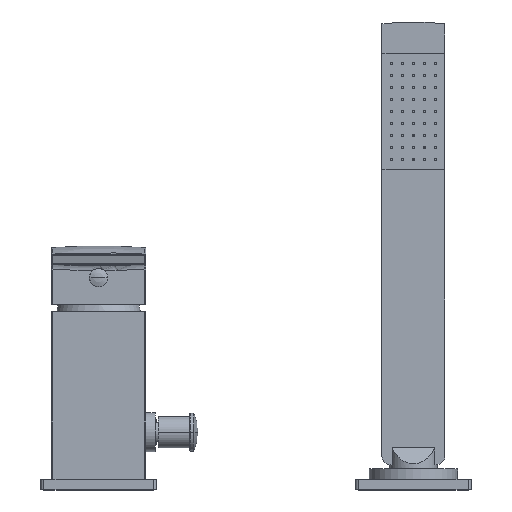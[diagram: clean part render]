
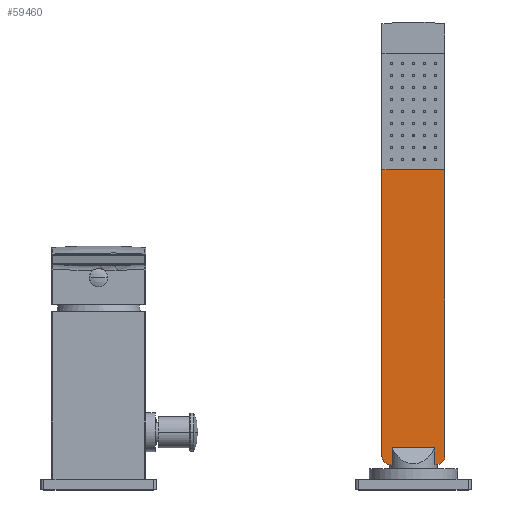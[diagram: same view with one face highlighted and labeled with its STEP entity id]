
A CAD part, top view. The second image highlights one B-rep face of the part: STEP entity #59460.
In plain terms, the highlighted planar face has unit normal (0, 0, 1).
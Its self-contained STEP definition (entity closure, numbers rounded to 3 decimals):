
#52931=DIRECTION('',(0.,-1.,0.));
#52932=VECTOR('',#52931,136.5);
#52933=CARTESIAN_POINT('',(165.,152.5,5.));
#52934=LINE('',#52933,#52932);
#52935=CARTESIAN_POINT('',(161.,16.,5.));
#52936=DIRECTION('',(0.,0.,-1.));
#52937=DIRECTION('',(1.,0.,0.));
#52938=AXIS2_PLACEMENT_3D('',#52935,#52936,#52937);
#52940=DIRECTION('',(0.,1.,0.));
#52941=VECTOR('',#52940,8.);
#52942=CARTESIAN_POINT('',(160.078,12.,5.));
#52943=LINE('',#52942,#52941);
#52944=CARTESIAN_POINT('',(139.,16.,5.));
#52945=DIRECTION('',(0.,0.,-1.));
#52946=DIRECTION('',(0.,-1.,0.));
#52947=AXIS2_PLACEMENT_3D('',#52944,#52945,#52946);
#52949=DIRECTION('',(0.,1.,0.));
#52950=VECTOR('',#52949,136.5);
#52951=CARTESIAN_POINT('',(135.,16.,5.));
#52952=LINE('',#52951,#52950);
#52953=DIRECTION('',(1.,0.,0.));
#52954=VECTOR('',#52953,30.);
#52955=CARTESIAN_POINT('',(135.,152.5,5.));
#52956=LINE('',#52955,#52954);
#53012=DIRECTION('',(1.,0.,0.));
#53013=VECTOR('',#53012,0.922);
#53014=CARTESIAN_POINT('',(139.,12.,5.));
#53015=LINE('',#53014,#53013);
#53035=DIRECTION('',(0.,1.,0.));
#53036=VECTOR('',#53035,8.);
#53037=CARTESIAN_POINT('',(139.922,12.,5.));
#53038=LINE('',#53037,#53036);
#53474=DIRECTION('',(1.,0.,0.));
#53475=VECTOR('',#53474,0.922);
#53476=CARTESIAN_POINT('',(160.078,12.,5.));
#53477=LINE('',#53476,#53475);
#53536=DIRECTION('',(1.,0.,0.));
#53537=VECTOR('',#53536,20.156);
#53538=CARTESIAN_POINT('',(139.922,20.,5.));
#53539=LINE('',#53538,#53537);
#55754=CARTESIAN_POINT('',(139.,12.,5.));
#55756=VERTEX_POINT('',#55754);
#55761=CARTESIAN_POINT('',(135.,16.,5.));
#55763=VERTEX_POINT('',#55761);
#55765=CARTESIAN_POINT('',(139.922,12.,5.));
#55766=VERTEX_POINT('',#55765);
#55996=CARTESIAN_POINT('',(161.,12.,5.));
#55998=VERTEX_POINT('',#55996);
#56001=CARTESIAN_POINT('',(165.,16.,5.));
#56003=VERTEX_POINT('',#56001);
#56006=CARTESIAN_POINT('',(160.078,12.,5.));
#56007=VERTEX_POINT('',#56006);
#56730=CARTESIAN_POINT('',(135.,152.5,5.));
#56731=CARTESIAN_POINT('',(165.,152.5,5.));
#56732=VERTEX_POINT('',#56730);
#56733=VERTEX_POINT('',#56731);
#56750=CARTESIAN_POINT('',(139.922,20.,5.));
#56751=CARTESIAN_POINT('',(160.078,20.,5.));
#56752=VERTEX_POINT('',#56750);
#56753=VERTEX_POINT('',#56751);
#59434=CARTESIAN_POINT('',(137.461,16.,5.));
#59435=DIRECTION('',(0.,0.,-1.));
#59436=DIRECTION('',(-1.,0.,0.));
#59437=AXIS2_PLACEMENT_3D('',#59434,#59435,#59436);
#59438=PLANE('',#59437);
#59440=ORIENTED_EDGE('',*,*,#59439,.T.);
#59442=ORIENTED_EDGE('',*,*,#59441,.T.);
#59444=ORIENTED_EDGE('',*,*,#59443,.F.);
#59446=ORIENTED_EDGE('',*,*,#59445,.T.);
#59448=ORIENTED_EDGE('',*,*,#59447,.F.);
#59450=ORIENTED_EDGE('',*,*,#59449,.F.);
#59452=ORIENTED_EDGE('',*,*,#59451,.F.);
#59454=ORIENTED_EDGE('',*,*,#59453,.T.);
#59455=ORIENTED_EDGE('',*,*,#59409,.T.);
#59457=ORIENTED_EDGE('',*,*,#59456,.T.);
#59458=EDGE_LOOP('',(#59440,#59442,#59444,#59446,#59448,#59450,#59452,#59454,
#59455,#59457));
#59459=FACE_OUTER_BOUND('',#59458,.F.);
#59460=ADVANCED_FACE('',(#59459),#59438,.F.);
#52939=CIRCLE('',#52938,4.);
#52948=CIRCLE('',#52947,4.);
#59409=EDGE_CURVE('',#55763,#56732,#52952,.T.);
#59439=EDGE_CURVE('',#56733,#56003,#52934,.T.);
#59441=EDGE_CURVE('',#56003,#55998,#52939,.T.);
#59443=EDGE_CURVE('',#56007,#55998,#53477,.T.);
#59445=EDGE_CURVE('',#56007,#56753,#52943,.T.);
#59447=EDGE_CURVE('',#56752,#56753,#53539,.T.);
#59449=EDGE_CURVE('',#55766,#56752,#53038,.T.);
#59451=EDGE_CURVE('',#55756,#55766,#53015,.T.);
#59453=EDGE_CURVE('',#55756,#55763,#52948,.T.);
#59456=EDGE_CURVE('',#56732,#56733,#52956,.T.);
